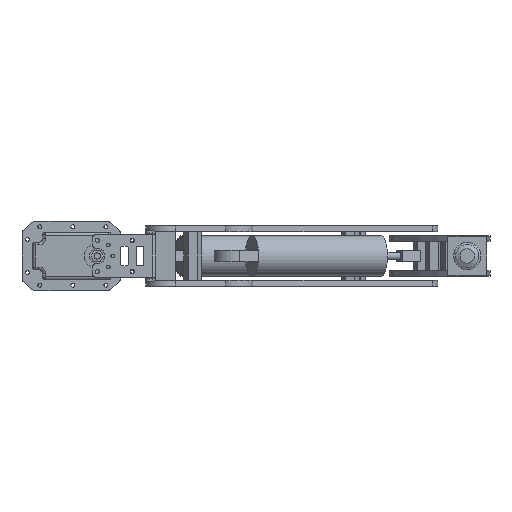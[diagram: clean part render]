
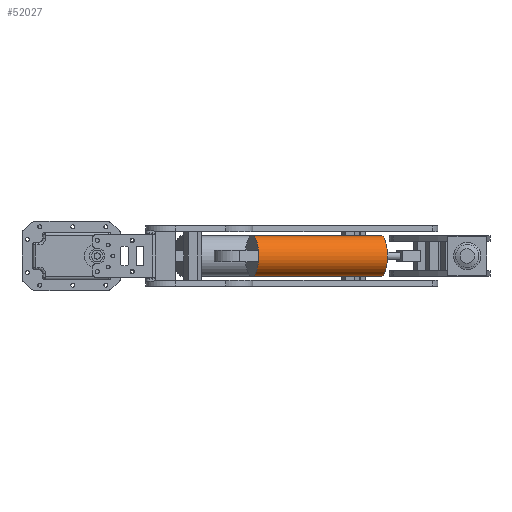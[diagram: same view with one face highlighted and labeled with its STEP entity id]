
A CAD part, front view. The second image highlights one B-rep face of the part: STEP entity #52027.
In plain terms, the highlighted cylindrical face has radius 10.5 mm (diameter 21 mm), a full revolution.
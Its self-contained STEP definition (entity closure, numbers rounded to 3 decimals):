
#51958 = PLANE('',#51959);
#51959 = AXIS2_PLACEMENT_3D('',#51960,#51961,#51962);
#51960 = CARTESIAN_POINT('',(0.,80.,0.));
#51961 = DIRECTION('',(0.,1.,0.));
#51962 = DIRECTION('',(0.,0.,1.));
#51996 = EDGE_CURVE('',#51997,#51997,#51999,.T.);
#51997 = VERTEX_POINT('',#51998);
#51998 = CARTESIAN_POINT('',(-10.5,80.,0.));
#51999 = SURFACE_CURVE('',#52000,(#52005,#52012),.PCURVE_S1.);
#52000 = CIRCLE('',#52001,10.5);
#52001 = AXIS2_PLACEMENT_3D('',#52002,#52003,#52004);
#52002 = CARTESIAN_POINT('',(0.,80.,0.));
#52003 = DIRECTION('',(0.,1.,0.));
#52004 = DIRECTION('',(-1.,0.,0.));
#52005 = PCURVE('',#51958,#52006);
#52006 = DEFINITIONAL_REPRESENTATION('',(#52007),#52011);
#52007 = CIRCLE('',#52008,10.5);
#52008 = AXIS2_PLACEMENT_2D('',#52009,#52010);
#52009 = CARTESIAN_POINT('',(0.,0.));
#52010 = DIRECTION('',(0.,-1.));
#52011 = ( GEOMETRIC_REPRESENTATION_CONTEXT(2) 
PARAMETRIC_REPRESENTATION_CONTEXT() REPRESENTATION_CONTEXT('2D SPACE',''
  ) );
#52012 = PCURVE('',#52013,#52018);
#52013 = CYLINDRICAL_SURFACE('',#52014,10.5);
#52014 = AXIS2_PLACEMENT_3D('',#52015,#52016,#52017);
#52015 = CARTESIAN_POINT('',(0.,10.,0.));
#52016 = DIRECTION('',(0.,-1.,0.));
#52017 = DIRECTION('',(-1.,0.,0.));
#52018 = DEFINITIONAL_REPRESENTATION('',(#52019),#52023);
#52019 = LINE('',#52020,#52021);
#52020 = CARTESIAN_POINT('',(6.283,-70.));
#52021 = VECTOR('',#52022,1.);
#52022 = DIRECTION('',(-1.,0.));
#52023 = ( GEOMETRIC_REPRESENTATION_CONTEXT(2) 
PARAMETRIC_REPRESENTATION_CONTEXT() REPRESENTATION_CONTEXT('2D SPACE',''
  ) );
#52027 = ADVANCED_FACE('',(#52028),#52013,.T.);
#52028 = FACE_BOUND('',#52029,.T.);
#52029 = EDGE_LOOP('',(#52030,#52059,#52080,#52081));
#52030 = ORIENTED_EDGE('',*,*,#52031,.T.);
#52031 = EDGE_CURVE('',#52032,#52032,#52034,.T.);
#52032 = VERTEX_POINT('',#52033);
#52033 = CARTESIAN_POINT('',(-10.5,10.,0.));
#52034 = SURFACE_CURVE('',#52035,(#52040,#52047),.PCURVE_S1.);
#52035 = CIRCLE('',#52036,10.5);
#52036 = AXIS2_PLACEMENT_3D('',#52037,#52038,#52039);
#52037 = CARTESIAN_POINT('',(0.,10.,0.));
#52038 = DIRECTION('',(0.,1.,0.));
#52039 = DIRECTION('',(-1.,0.,0.));
#52040 = PCURVE('',#52013,#52041);
#52041 = DEFINITIONAL_REPRESENTATION('',(#52042),#52046);
#52042 = LINE('',#52043,#52044);
#52043 = CARTESIAN_POINT('',(6.283,0.));
#52044 = VECTOR('',#52045,1.);
#52045 = DIRECTION('',(-1.,0.));
#52046 = ( GEOMETRIC_REPRESENTATION_CONTEXT(2) 
PARAMETRIC_REPRESENTATION_CONTEXT() REPRESENTATION_CONTEXT('2D SPACE',''
  ) );
#52047 = PCURVE('',#52048,#52053);
#52048 = PLANE('',#52049);
#52049 = AXIS2_PLACEMENT_3D('',#52050,#52051,#52052);
#52050 = CARTESIAN_POINT('',(0.,10.,0.));
#52051 = DIRECTION('',(0.,1.,0.));
#52052 = DIRECTION('',(0.,0.,1.));
#52053 = DEFINITIONAL_REPRESENTATION('',(#52054),#52058);
#52054 = CIRCLE('',#52055,10.5);
#52055 = AXIS2_PLACEMENT_2D('',#52056,#52057);
#52056 = CARTESIAN_POINT('',(0.,0.));
#52057 = DIRECTION('',(0.,-1.));
#52058 = ( GEOMETRIC_REPRESENTATION_CONTEXT(2) 
PARAMETRIC_REPRESENTATION_CONTEXT() REPRESENTATION_CONTEXT('2D SPACE',''
  ) );
#52059 = ORIENTED_EDGE('',*,*,#52060,.T.);
#52060 = EDGE_CURVE('',#52032,#51997,#52061,.T.);
#52061 = SEAM_CURVE('',#52062,(#52066,#52073),.PCURVE_S1.);
#52062 = LINE('',#52063,#52064);
#52063 = CARTESIAN_POINT('',(-10.5,10.,0.));
#52064 = VECTOR('',#52065,1.);
#52065 = DIRECTION('',(0.,1.,0.));
#52066 = PCURVE('',#52013,#52067);
#52067 = DEFINITIONAL_REPRESENTATION('',(#52068),#52072);
#52068 = LINE('',#52069,#52070);
#52069 = CARTESIAN_POINT('',(0.,0.));
#52070 = VECTOR('',#52071,1.);
#52071 = DIRECTION('',(-0.,-1.));
#52072 = ( GEOMETRIC_REPRESENTATION_CONTEXT(2) 
PARAMETRIC_REPRESENTATION_CONTEXT() REPRESENTATION_CONTEXT('2D SPACE',''
  ) );
#52073 = PCURVE('',#52013,#52074);
#52074 = DEFINITIONAL_REPRESENTATION('',(#52075),#52079);
#52075 = LINE('',#52076,#52077);
#52076 = CARTESIAN_POINT('',(6.283,0.));
#52077 = VECTOR('',#52078,1.);
#52078 = DIRECTION('',(-0.,-1.));
#52079 = ( GEOMETRIC_REPRESENTATION_CONTEXT(2) 
PARAMETRIC_REPRESENTATION_CONTEXT() REPRESENTATION_CONTEXT('2D SPACE',''
  ) );
#52080 = ORIENTED_EDGE('',*,*,#51996,.F.);
#52081 = ORIENTED_EDGE('',*,*,#52060,.F.);
